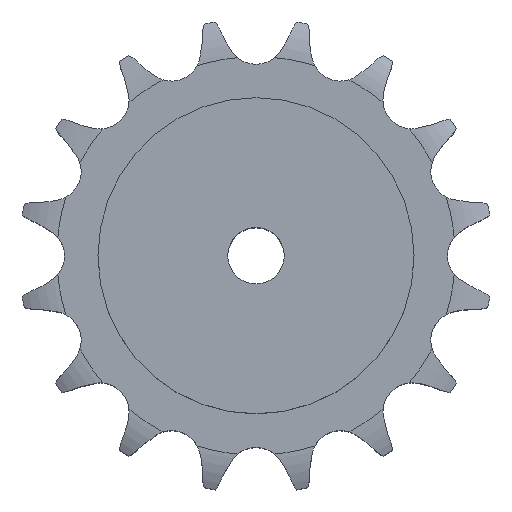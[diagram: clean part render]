
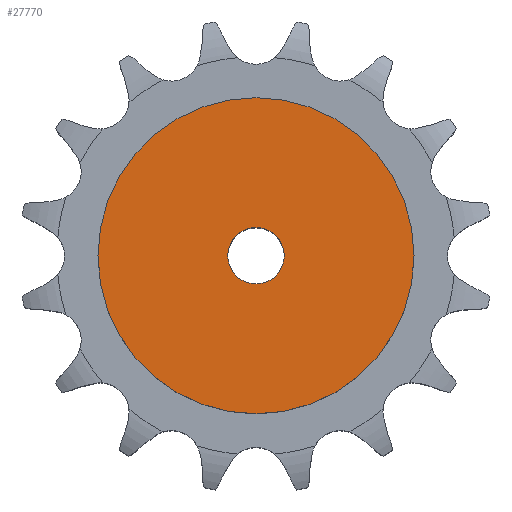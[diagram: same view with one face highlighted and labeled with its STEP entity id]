
A CAD part, top view. The second image highlights one B-rep face of the part: STEP entity #27770.
In plain terms, the highlighted planar face has unit normal (0, 0, 1).
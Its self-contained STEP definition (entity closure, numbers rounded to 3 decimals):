
#14921 = CYLINDRICAL_SURFACE('',#14922,12.5);
#14922 = AXIS2_PLACEMENT_3D('',#14923,#14924,#14925);
#14923 = CARTESIAN_POINT('',(0.,0.,344.46));
#14924 = DIRECTION('',(0.,0.,1.));
#14925 = DIRECTION('',(1.,0.,0.));
#18997 = EDGE_CURVE('',#18998,#18998,#19000,.T.);
#18998 = VERTEX_POINT('',#18999);
#18999 = CARTESIAN_POINT('',(12.5,0.,100.));
#19000 = SURFACE_CURVE('',#19001,(#19006,#19013),.PCURVE_S1.);
#19001 = CIRCLE('',#19002,12.5);
#19002 = AXIS2_PLACEMENT_3D('',#19003,#19004,#19005);
#19003 = CARTESIAN_POINT('',(0.,0.,100.));
#19004 = DIRECTION('',(0.,0.,1.));
#19005 = DIRECTION('',(1.,0.,0.));
#19006 = PCURVE('',#14921,#19007);
#19007 = DEFINITIONAL_REPRESENTATION('',(#19008),#19012);
#19008 = LINE('',#19009,#19010);
#19009 = CARTESIAN_POINT('',(0.,-244.46));
#19010 = VECTOR('',#19011,1.);
#19011 = DIRECTION('',(1.,0.));
#19012 = ( GEOMETRIC_REPRESENTATION_CONTEXT(2) 
PARAMETRIC_REPRESENTATION_CONTEXT() REPRESENTATION_CONTEXT('2D SPACE',''
  ) );
#19013 = PCURVE('',#19014,#19019);
#19014 = PLANE('',#19015);
#19015 = AXIS2_PLACEMENT_3D('',#19016,#19017,#19018);
#19016 = CARTESIAN_POINT('',(0.,0.,100.)
  );
#19017 = DIRECTION('',(0.,0.,1.));
#19018 = DIRECTION('',(1.,0.,0.));
#19019 = DEFINITIONAL_REPRESENTATION('',(#19020),#19024);
#19020 = CIRCLE('',#19021,12.5);
#19021 = AXIS2_PLACEMENT_2D('',#19022,#19023);
#19022 = CARTESIAN_POINT('',(0.,0.));
#19023 = DIRECTION('',(1.,0.));
#19024 = ( GEOMETRIC_REPRESENTATION_CONTEXT(2) 
PARAMETRIC_REPRESENTATION_CONTEXT() REPRESENTATION_CONTEXT('2D SPACE',''
  ) );
#27770 = ADVANCED_FACE('',(#27771,#27802),#19014,.T.);
#27771 = FACE_BOUND('',#27772,.T.);
#27772 = EDGE_LOOP('',(#27773));
#27773 = ORIENTED_EDGE('',*,*,#27774,.T.);
#27774 = EDGE_CURVE('',#27775,#27775,#27777,.T.);
#27775 = VERTEX_POINT('',#27776);
#27776 = CARTESIAN_POINT('',(70.,0.,100.));
#27777 = SURFACE_CURVE('',#27778,(#27783,#27790),.PCURVE_S1.);
#27778 = CIRCLE('',#27779,70.);
#27779 = AXIS2_PLACEMENT_3D('',#27780,#27781,#27782);
#27780 = CARTESIAN_POINT('',(0.,0.,100.));
#27781 = DIRECTION('',(0.,0.,1.));
#27782 = DIRECTION('',(1.,0.,0.));
#27783 = PCURVE('',#19014,#27784);
#27784 = DEFINITIONAL_REPRESENTATION('',(#27785),#27789);
#27785 = CIRCLE('',#27786,70.);
#27786 = AXIS2_PLACEMENT_2D('',#27787,#27788);
#27787 = CARTESIAN_POINT('',(0.,0.));
#27788 = DIRECTION('',(1.,0.));
#27789 = ( GEOMETRIC_REPRESENTATION_CONTEXT(2) 
PARAMETRIC_REPRESENTATION_CONTEXT() REPRESENTATION_CONTEXT('2D SPACE',''
  ) );
#27790 = PCURVE('',#27791,#27796);
#27791 = CYLINDRICAL_SURFACE('',#27792,70.);
#27792 = AXIS2_PLACEMENT_3D('',#27793,#27794,#27795);
#27793 = CARTESIAN_POINT('',(0.,0.,0.));
#27794 = DIRECTION('',(-0.,-0.,-1.));
#27795 = DIRECTION('',(1.,0.,0.));
#27796 = DEFINITIONAL_REPRESENTATION('',(#27797),#27801);
#27797 = LINE('',#27798,#27799);
#27798 = CARTESIAN_POINT('',(-0.,-100.));
#27799 = VECTOR('',#27800,1.);
#27800 = DIRECTION('',(-1.,0.));
#27801 = ( GEOMETRIC_REPRESENTATION_CONTEXT(2) 
PARAMETRIC_REPRESENTATION_CONTEXT() REPRESENTATION_CONTEXT('2D SPACE',''
  ) );
#27802 = FACE_BOUND('',#27803,.T.);
#27803 = EDGE_LOOP('',(#27804));
#27804 = ORIENTED_EDGE('',*,*,#18997,.F.);
